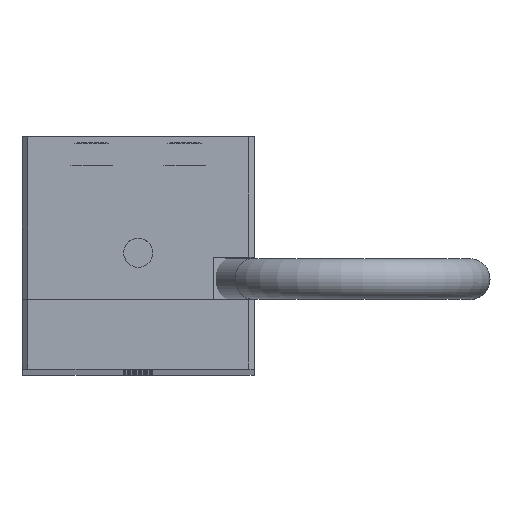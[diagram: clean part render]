
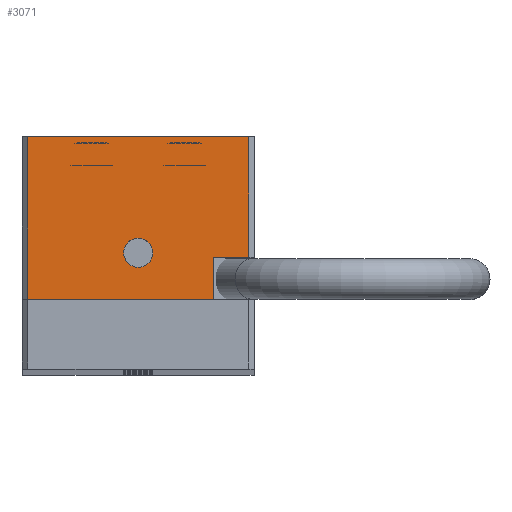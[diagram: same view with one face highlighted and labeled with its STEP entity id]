
A CAD part, top view. The second image highlights one B-rep face of the part: STEP entity #3071.
In plain terms, the highlighted planar face has unit normal (0, 0, 1).
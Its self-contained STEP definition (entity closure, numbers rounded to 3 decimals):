
#47 = AXIS2_PLACEMENT_3D ( 'NONE', #767, #781, #782 ) ;
#93 = CARTESIAN_POINT ( 'NONE',  ( -9.5, 6., 313. ) ) ;
#106 = CARTESIAN_POINT ( 'NONE',  ( 6.5, 9.6, 313. ) ) ;
#110 = CARTESIAN_POINT ( 'NONE',  ( 6.5, 6., 313. ) ) ;
#129 = CARTESIAN_POINT ( 'NONE',  ( 9.5, 20., 313. ) ) ;
#147 = CARTESIAN_POINT ( 'NONE',  ( 9.5, 9.6, 313. ) ) ;
#247 = ORIENTED_EDGE ( 'NONE', *, *, #2964, .F. ) ;
#316 = ORIENTED_EDGE ( 'NONE', *, *, #2767, .F. ) ;
#339 = ORIENTED_EDGE ( 'NONE', *, *, #2972, .F. ) ;
#344 = ORIENTED_EDGE ( 'NONE', *, *, #2784, .T. ) ;
#375 = ORIENTED_EDGE ( 'NONE', *, *, #2823, .T. ) ;
#767 = CARTESIAN_POINT ( 'NONE',  ( 10., 20., 313. ) ) ;
#774 = FACE_OUTER_BOUND ( 'NONE', #2127, .T. ) ;
#778 = FACE_BOUND ( 'NONE', #1981, .T. ) ;
#779 = PLANE ( 'NONE',  #47 ) ;
#781 = DIRECTION ( 'NONE',  ( 0., 0., 1. ) ) ;
#782 = DIRECTION ( 'NONE',  ( 1., 0., 0. ) ) ;
#902 = VERTEX_POINT ( 'NONE', #905 ) ;
#905 = CARTESIAN_POINT ( 'NONE',  ( 1.25, 10., 313. ) ) ;
#1057 = LINE ( 'NONE', #1068, #2318 ) ;
#1068 = CARTESIAN_POINT ( 'NONE',  ( 9.5, 20., 313. ) ) ;
#1069 = DIRECTION ( 'NONE',  ( 0., 1., 0. ) ) ;
#1269 = VERTEX_POINT ( 'NONE', #1934 ) ;
#1297 = VERTEX_POINT ( 'NONE', #93 ) ;
#1304 = VERTEX_POINT ( 'NONE', #110 ) ;
#1305 = VERTEX_POINT ( 'NONE', #106 ) ;
#1348 = DIRECTION ( 'NONE',  ( 1., 0., 0. ) ) ;
#1355 = LINE ( 'NONE', #1621, #2245 ) ;
#1369 = LINE ( 'NONE', #1573, #2243 ) ;
#1395 = DIRECTION ( 'NONE',  ( -1., 0., 0. ) ) ;
#1404 = CARTESIAN_POINT ( 'NONE',  ( 10., 6., 313. ) ) ;
#1494 = DIRECTION ( 'NONE',  ( 0., 0., 1. ) ) ;
#1558 = CARTESIAN_POINT ( 'NONE',  ( 0., 10., 313. ) ) ;
#1573 = CARTESIAN_POINT ( 'NONE',  ( 10., 20., 313. ) ) ;
#1621 = CARTESIAN_POINT ( 'NONE',  ( 9.5, 9.6, 313. ) ) ;
#1627 = LINE ( 'NONE', #1404, #2468 ) ;
#1640 = DIRECTION ( 'NONE',  ( -1., 0., 0. ) ) ;
#1643 = DIRECTION ( 'NONE',  ( 1., 0., 0. ) ) ;
#1721 = VERTEX_POINT ( 'NONE', #129 ) ;
#1727 = ORIENTED_EDGE ( 'NONE', *, *, #2971, .F. ) ;
#1769 = ORIENTED_EDGE ( 'NONE', *, *, #2967, .F. ) ;
#1934 = CARTESIAN_POINT ( 'NONE',  ( -9.5, 20., 313. ) ) ;
#1981 = EDGE_LOOP ( 'NONE', ( #1727 ) ) ;
#2054 = VERTEX_POINT ( 'NONE', #147 ) ;
#2127 = EDGE_LOOP ( 'NONE', ( #316, #247, #344, #1769, #375, #339 ) ) ;
#2129 = DIRECTION ( 'NONE',  ( 0., -1., 0. ) ) ;
#2145 = CARTESIAN_POINT ( 'NONE',  ( -9.5, 6., 313. ) ) ;
#2156 = LINE ( 'NONE', #2145, #2315 ) ;
#2243 = VECTOR ( 'NONE', #1643, 1000. ) ;
#2245 = VECTOR ( 'NONE', #1640, 1000. ) ;
#2264 = AXIS2_PLACEMENT_3D ( 'NONE', #1558, #1494, #1348 ) ;
#2315 = VECTOR ( 'NONE', #2129, 1000. ) ;
#2318 = VECTOR ( 'NONE', #1069, 1000. ) ;
#2468 = VECTOR ( 'NONE', #1395, 1000. ) ;
#2487 = VECTOR ( 'NONE', #2607, 1000. ) ;
#2507 = CIRCLE ( 'NONE', #2264, 1.25 ) ;
#2607 = DIRECTION ( 'NONE',  ( 0., -1., 0. ) ) ;
#2610 = LINE ( 'NONE', #2643, #2487 ) ;
#2643 = CARTESIAN_POINT ( 'NONE',  ( 6.5, 9., 313. ) ) ;
#2767 = EDGE_CURVE ( 'NONE', #1305, #1304, #2610, .T. ) ;
#2784 = EDGE_CURVE ( 'NONE', #2054, #1721, #1057, .T. ) ;
#2823 = EDGE_CURVE ( 'NONE', #1269, #1297, #2156, .T. ) ;
#2964 = EDGE_CURVE ( 'NONE', #2054, #1305, #1355, .T. ) ;
#2967 = EDGE_CURVE ( 'NONE', #1269, #1721, #1369, .T. ) ;
#2971 = EDGE_CURVE ( 'NONE', #902, #902, #2507, .T. ) ;
#2972 = EDGE_CURVE ( 'NONE', #1304, #1297, #1627, .T. ) ;
#3071 = ADVANCED_FACE ( 'NONE', ( #778, #774 ), #779, .T. ) ;
